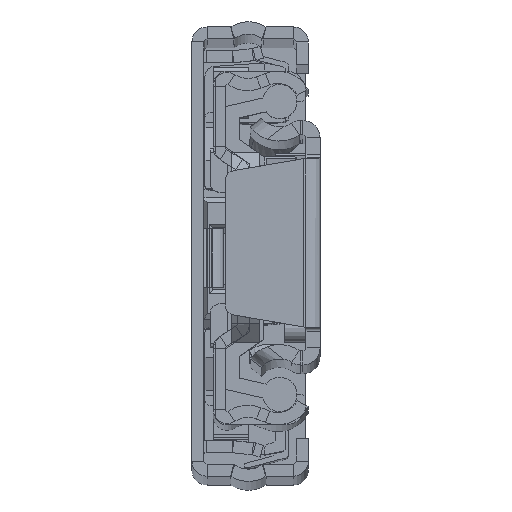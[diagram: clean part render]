
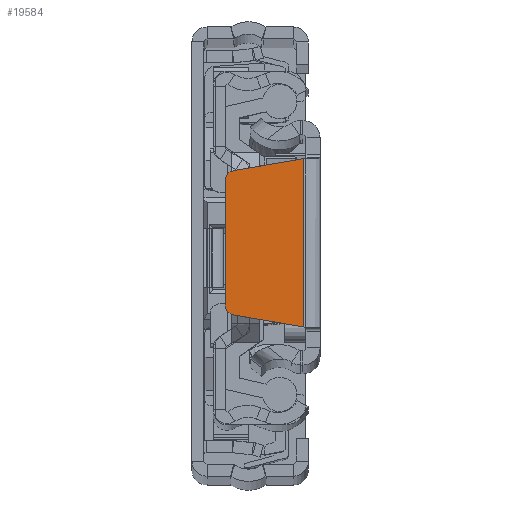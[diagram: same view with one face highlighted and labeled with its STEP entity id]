
A CAD part, top view. The second image highlights one B-rep face of the part: STEP entity #19584.
In plain terms, the highlighted planar face has unit normal (0, 0, 1).
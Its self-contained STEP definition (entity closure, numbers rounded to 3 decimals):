
#834 = CARTESIAN_POINT ( 'NONE',  ( -1.5, 8.35, 0. ) ) ;
#1495 = EDGE_CURVE ( 'NONE', #24670, #11431, #2735, .T. ) ;
#2219 = ORIENTED_EDGE ( 'NONE', *, *, #26074, .F. ) ;
#2598 = VECTOR ( 'NONE', #6221, 1000. ) ;
#2735 = CIRCLE ( 'NONE', #6994, 1. ) ;
#4401 = AXIS2_PLACEMENT_3D ( 'NONE', #5626, #28912, #24053 ) ;
#5266 = EDGE_CURVE ( 'NONE', #11431, #14530, #23607, .T. ) ;
#5626 = CARTESIAN_POINT ( 'NONE',  ( -8.4, 6.156, 0. ) ) ;
#6221 = DIRECTION ( 'NONE',  ( 0., -1., 0. ) ) ;
#6469 = CARTESIAN_POINT ( 'NONE',  ( -8.4, 6.156, 0. ) ) ;
#6548 = ORIENTED_EDGE ( 'NONE', *, *, #5266, .F. ) ;
#6801 = CARTESIAN_POINT ( 'NONE',  ( -8.4, -6.156, 0. ) ) ;
#6994 = AXIS2_PLACEMENT_3D ( 'NONE', #6469, #27086, #11675 ) ;
#9323 = DIRECTION ( 'NONE',  ( 0., 0., -1. ) ) ;
#10187 = CARTESIAN_POINT ( 'NONE',  ( -9.4, 6.156, 0. ) ) ;
#10416 = ORIENTED_EDGE ( 'NONE', *, *, #11429, .F. ) ;
#10824 = PLANE ( 'NONE',  #4401 ) ;
#10895 = DIRECTION ( 'NONE',  ( 0.986, 0.168, 0. ) ) ;
#11429 = EDGE_CURVE ( 'NONE', #27633, #24670, #21028, .T. ) ;
#11431 = VERTEX_POINT ( 'NONE', #18519 ) ;
#11675 = DIRECTION ( 'NONE',  ( -1., 0., 0. ) ) ;
#13552 = ORIENTED_EDGE ( 'NONE', *, *, #32862, .F. ) ;
#13605 = ORIENTED_EDGE ( 'NONE', *, *, #1495, .F. ) ;
#13977 = VERTEX_POINT ( 'NONE', #21363 ) ;
#14530 = VERTEX_POINT ( 'NONE', #17908 ) ;
#15264 = CARTESIAN_POINT ( 'NONE',  ( -8.568, -7.142, 0. ) ) ;
#16439 = LINE ( 'NONE', #16934, #2598 ) ;
#16505 = CARTESIAN_POINT ( 'NONE',  ( -9.4, 6.156, 0. ) ) ;
#16934 = CARTESIAN_POINT ( 'NONE',  ( -1.6, -8.333, 0. ) ) ;
#17360 = DIRECTION ( 'NONE',  ( -1., 0., 0. ) ) ;
#17877 = AXIS2_PLACEMENT_3D ( 'NONE', #6801, #9323, #17360 ) ;
#17908 = CARTESIAN_POINT ( 'NONE',  ( -1.6, 8.333, 0. ) ) ;
#17916 = ORIENTED_EDGE ( 'NONE', *, *, #31770, .F. ) ;
#18519 = CARTESIAN_POINT ( 'NONE',  ( -8.568, 7.142, 0. ) ) ;
#18522 = FACE_OUTER_BOUND ( 'NONE', #18734, .T. ) ;
#18723 = LINE ( 'NONE', #31453, #23451 ) ;
#18734 = EDGE_LOOP ( 'NONE', ( #13552, #6548, #13605, #10416, #2219, #17916 ) ) ;
#19584 = ADVANCED_FACE ( 'NONE', ( #18522 ), #10824, .F. ) ;
#21028 = LINE ( 'NONE', #16505, #28348 ) ;
#21363 = CARTESIAN_POINT ( 'NONE',  ( -1.6, -8.333, 0. ) ) ;
#22174 = CARTESIAN_POINT ( 'NONE',  ( -9.4, -6.156, 0. ) ) ;
#23451 = VECTOR ( 'NONE', #30824, 1000. ) ;
#23607 = LINE ( 'NONE', #834, #27098 ) ;
#24053 = DIRECTION ( 'NONE',  ( -1., 0., 0. ) ) ;
#24670 = VERTEX_POINT ( 'NONE', #10187 ) ;
#26074 = EDGE_CURVE ( 'NONE', #31661, #27633, #29046, .T. ) ;
#26737 = DIRECTION ( 'NONE',  ( 0., 1., 0. ) ) ;
#27086 = DIRECTION ( 'NONE',  ( 0., 0., -1. ) ) ;
#27098 = VECTOR ( 'NONE', #10895, 1000. ) ;
#27633 = VERTEX_POINT ( 'NONE', #22174 ) ;
#28348 = VECTOR ( 'NONE', #26737, 1000. ) ;
#28912 = DIRECTION ( 'NONE',  ( 0., 0., -1. ) ) ;
#29046 = CIRCLE ( 'NONE', #17877, 1. ) ;
#30824 = DIRECTION ( 'NONE',  ( -0.986, 0.168, 0. ) ) ;
#31453 = CARTESIAN_POINT ( 'NONE',  ( -8.568, -7.142, 0. ) ) ;
#31661 = VERTEX_POINT ( 'NONE', #15264 ) ;
#31770 = EDGE_CURVE ( 'NONE', #13977, #31661, #18723, .T. ) ;
#32862 = EDGE_CURVE ( 'NONE', #14530, #13977, #16439, .T. ) ;
